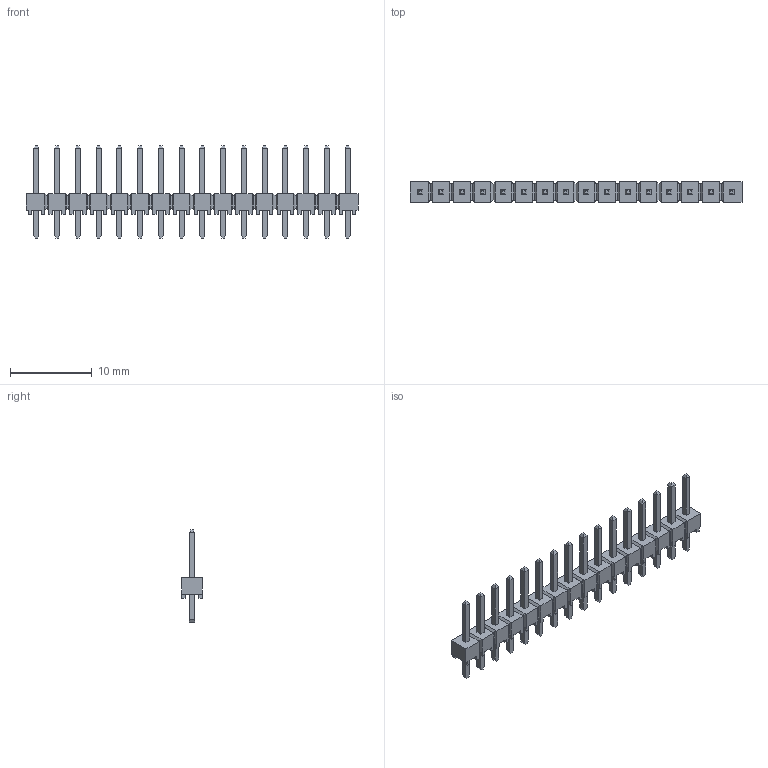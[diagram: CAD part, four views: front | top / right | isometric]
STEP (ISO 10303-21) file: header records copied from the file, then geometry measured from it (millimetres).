
FILE_DESCRIPTION(/* description */ (''),/* implementation_level */ '2;1');
FILE_NAME(/* name */ 'SAMTEC_TSW-116-23-L-S.stp',/* time_stamp */ '2016-12-08T18:05:51+01:00',/* author */ ('riccim'),/* organization */ ('SolidWorks'),/* preprocessor_version */ 'ST-DEVELOPER v15.5',/* originating_system */ 'AutoCAD Mechanical',/* authorisation */ ' ');
FILE_SCHEMA (('AUTOMOTIVE_DESIGN { 1 0 10303 214 3 1 1 }'));
Length unit declared in the file: millimetre
Products named in the file (1): Product
Bounding box: 40.64 x 2.54 x 11.3 mm (x, y, z)
Volume: 263.4 mm3; surface area: 998.1 mm2
Topology: 33 solids, 33 shells, 824 faces, 2030 edges, 1272 vertices
Faces by surface type: plane 824
Entity records: 23560 total; most frequent: CARTESIAN_POINT 4127, ORIENTED_EDGE 4060, DIRECTION 3680, LINE 2030, VECTOR 2030, EDGE_CURVE 2030, VERTEX_POINT 1272, EDGE_LOOP 856
